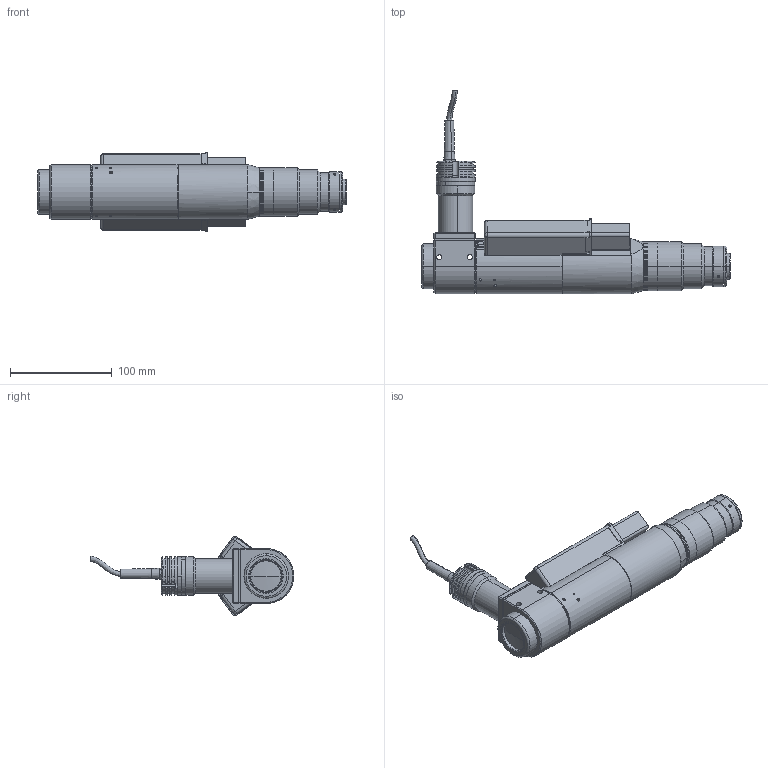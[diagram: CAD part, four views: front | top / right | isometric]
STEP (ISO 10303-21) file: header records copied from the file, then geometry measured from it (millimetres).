
FILE_DESCRIPTION (( 'STEP AP214' ), '1' );
FILE_NAME ('MZMT23A12X-C-G.STEP', '2018-02-26T14:10:33', ( '' ), ( '' ), 'SwSTEP 2.0', 'SolidWorks 2017', '' );
FILE_SCHEMA (( 'AUTOMOTIVE_DESIGN' ));
Length unit declared in the file: millimetre
Products named in the file (1): MZMT23A12X-C-G
Bounding box: 303.71 x 200.38 x 78.14 mm (x, y, z)
Surface area: 104558.3 mm2 (no closed solid volume)
Topology: 0 solids, 38 shells, 424 faces, 1343 edges, 943 vertices
Faces by surface type: plane 193, cylinder 175, cone 46, sphere 6, torus 2, bspline 2
Entity records: 20520 total; most frequent: CARTESIAN_POINT 3721, DIRECTION 2666, ORIENTED_EDGE 2178, EDGE_CURVE 1339, AXIS2_PLACEMENT_3D 968, VERTEX_POINT 943, VECTOR 730, LINE 730
